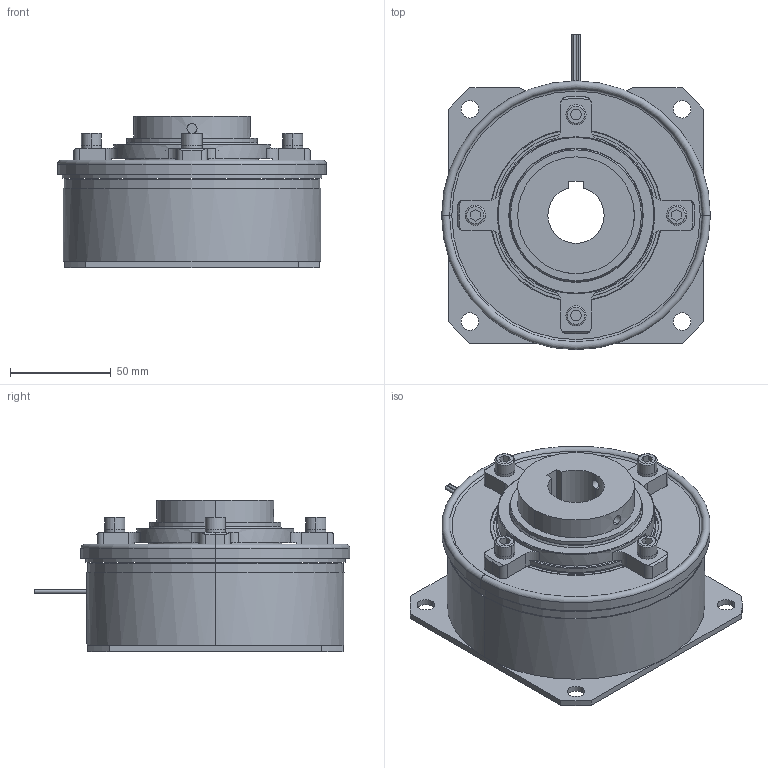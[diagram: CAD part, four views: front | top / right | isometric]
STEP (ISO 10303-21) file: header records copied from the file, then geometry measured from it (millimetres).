
FILE_DESCRIPTION (( 'STEP AP203' ), '1' );
FILE_NAME ('YPP616667.STEP', '2020-12-24T07:01:04', ( '' ), ( '' ), 'SwSTEP 2.0', 'SolidWorks 2016', '' );
FILE_SCHEMA (( 'CONFIG_CONTROL_DESIGN' ));
Length unit declared in the file: millimetre
Products named in the file (1): YPP616667
Bounding box: 133.6 x 156.8 x 75.2 mm (x, y, z)
Volume: 578608.9 mm3; surface area: 134164.5 mm2
Topology: 13 solids, 13 shells, 262 faces, 621 edges, 395 vertices
Faces by surface type: plane 109, cylinder 106, cone 31, torus 16
Entity records: 8159 total; most frequent: CARTESIAN_POINT 1745, DIRECTION 1440, ORIENTED_EDGE 1242, EDGE_CURVE 621, AXIS2_PLACEMENT_3D 578, VERTEX_POINT 395, CIRCLE 315, EDGE_LOOP 302
